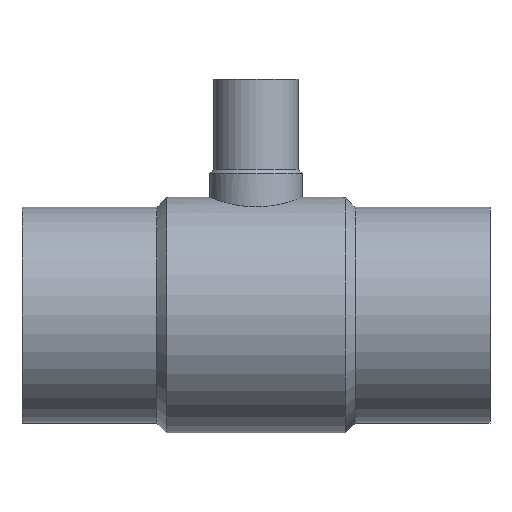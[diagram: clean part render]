
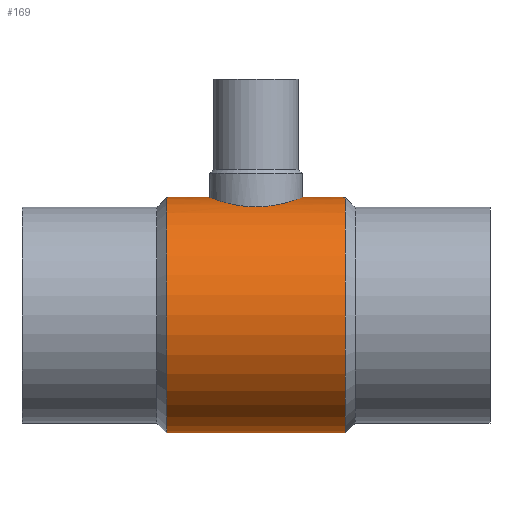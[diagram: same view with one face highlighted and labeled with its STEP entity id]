
A CAD part, top view. The second image highlights one B-rep face of the part: STEP entity #169.
In plain terms, the highlighted cylindrical face has radius 87.3 mm (diameter 174.6 mm), a partial arc.
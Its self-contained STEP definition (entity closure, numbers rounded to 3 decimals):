
#131 = EDGE_CURVE( '', #189, #305, #357, .T. );
#141 = EDGE_CURVE( '', #303, #305, #367, .T. );
#169 = ADVANCED_FACE( '', ( #397 ), #398, .T. );
#175 = VERTEX_POINT( '', #404 );
#183 = VERTEX_POINT( '', #412 );
#189 = VERTEX_POINT( '', #418 );
#213 = VERTEX_POINT( '', #447 );
#219 = EDGE_CURVE( '', #303, #213, #454, .T. );
#235 = EDGE_CURVE( '', #183, #175, #471, .T. );
#237 = EDGE_CURVE( '', #175, #189, #473, .T. );
#295 = EDGE_CURVE( '', #213, #183, #543, .T. );
#303 = VERTEX_POINT( '', #551 );
#305 = VERTEX_POINT( '', #553 );
#357 = LINE( '', #601, #602 );
#367 = CIRCLE( '', #617, 87.3 );
#397 = FACE_OUTER_BOUND( '', #691, .T. );
#398 = CYLINDRICAL_SURFACE( '', #692, 87.3 );
#404 = CARTESIAN_POINT( '', ( -139.1, 87.3, 0. ) );
#412 = CARTESIAN_POINT( '', ( -107.3, 87.3, 0. ) );
#418 = CARTESIAN_POINT( '', ( -207.9, 87.3, 0. ) );
#447 = CARTESIAN_POINT( '', ( -107.3, -87.3, 0. ) );
#454 = LINE( '', #856, #857 );
#471 = LINE( '', #878, #879 );
#473 = B_SPLINE_CURVE_WITH_KNOTS( '', 3, ( #882, #883, #884, #885, #886, #887, #888, #889, #890, #891, #892, #893, #894, #895, #896, #897, #898, #899, #900, #901, #902, #903, #904, #905, #906, #907, #908, #909, #910, #911, #912, #913, #914, #915, #916, #917, #918, #919, #920, #921, #922, #923, #924, #925, #926, #927, #928, #929, #930, #931, #932, #933, #934, #935, #936, #937, #938, #939, #940, #941, #942, #943, #944, #945, #946, #947 ), .UNSPECIFIED., .F., .F., ( 4, 2, 2, 2, 2, 2, 2, 2, 2, 2, 2, 2, 2, 2, 2, 2, 2, 2, 2, 2, 2, 2, 2, 2, 2, 2, 2, 2, 2, 2, 2, 2, 4 ), ( 52.455, 55.732, 59.009, 62.286, 65.563, 68.84, 72.116, 75.393, 78.67, 81.95, 85.23, 88.51, 91.79, 95.07, 98.35, 101.63, 104.91, 108.19, 111.47, 114.75, 118.03, 121.31, 124.59, 127.87, 131.15, 134.427, 137.704, 140.981, 144.258, 147.535, 150.812, 154.088, 157.365 ), .UNSPECIFIED. );
#543 = CIRCLE( '', #1070, 87.3 );
#551 = CARTESIAN_POINT( '', ( -239.7, -87.3, 0. ) );
#553 = CARTESIAN_POINT( '', ( -239.7, 87.3, 0. ) );
#601 = CARTESIAN_POINT( '', ( -173.5, 87.3, 0. ) );
#602 = VECTOR( '', #1168, 1. );
#617 = AXIS2_PLACEMENT_3D( '', #1176, #1177, #1178 );
#691 = EDGE_LOOP( '', ( #1211, #1212, #1213, #1214, #1215, #1216 ) );
#692 = AXIS2_PLACEMENT_3D( '', #1217, #1218, #1219 );
#856 = CARTESIAN_POINT( '', ( -173.5, -87.3, 0. ) );
#857 = VECTOR( '', #1274, 1. );
#878 = CARTESIAN_POINT( '', ( -173.5, 87.3, 0. ) );
#879 = VECTOR( '', #1291, 1. );
#882 = CARTESIAN_POINT( '', ( -139.1, 87.3, 0. ) );
#883 = CARTESIAN_POINT( '', ( -139.1, 87.3, 1.092 ) );
#884 = CARTESIAN_POINT( '', ( -139.152, 87.279, 2.201 ) );
#885 = CARTESIAN_POINT( '', ( -139.368, 87.195, 4.432 ) );
#886 = CARTESIAN_POINT( '', ( -139.532, 87.13, 5.553 ) );
#887 = CARTESIAN_POINT( '', ( -139.973, 86.959, 7.785 ) );
#888 = CARTESIAN_POINT( '', ( -140.251, 86.853, 8.896 ) );
#889 = CARTESIAN_POINT( '', ( -140.916, 86.6, 11.09 ) );
#890 = CARTESIAN_POINT( '', ( -141.305, 86.454, 12.172 ) );
#891 = CARTESIAN_POINT( '', ( -142.186, 86.13, 14.287 ) );
#892 = CARTESIAN_POINT( '', ( -142.68, 85.951, 15.322 ) );
#893 = CARTESIAN_POINT( '', ( -143.762, 85.569, 17.329 ) );
#894 = CARTESIAN_POINT( '', ( -144.35, 85.366, 18.301 ) );
#895 = CARTESIAN_POINT( '', ( -145.609, 84.944, 20.167 ) );
#896 = CARTESIAN_POINT( '', ( -146.279, 84.726, 21.062 ) );
#897 = CARTESIAN_POINT( '', ( -147.684, 84.285, 22.762 ) );
#898 = CARTESIAN_POINT( '', ( -148.419, 84.062, 23.568 ) );
#899 = CARTESIAN_POINT( '', ( -149.933, 83.623, 25.082 ) );
#900 = CARTESIAN_POINT( '', ( -150.739, 83.399, 25.817 ) );
#901 = CARTESIAN_POINT( '', ( -152.44, 82.95, 27.222 ) );
#902 = CARTESIAN_POINT( '', ( -153.335, 82.727, 27.892 ) );
#903 = CARTESIAN_POINT( '', ( -155.201, 82.292, 29.151 ) );
#904 = CARTESIAN_POINT( '', ( -156.173, 82.08, 29.739 ) );
#905 = CARTESIAN_POINT( '', ( -158.178, 81.681, 30.821 ) );
#906 = CARTESIAN_POINT( '', ( -159.213, 81.492, 31.314 ) );
#907 = CARTESIAN_POINT( '', ( -161.327, 81.148, 32.195 ) );
#908 = CARTESIAN_POINT( '', ( -162.409, 80.992, 32.583 ) );
#909 = CARTESIAN_POINT( '', ( -164.601, 80.721, 33.249 ) );
#910 = CARTESIAN_POINT( '', ( -165.713, 80.606, 33.526 ) );
#911 = CARTESIAN_POINT( '', ( -167.945, 80.421, 33.968 ) );
#912 = CARTESIAN_POINT( '', ( -169.066, 80.351, 34.131 ) );
#913 = CARTESIAN_POINT( '', ( -171.297, 80.259, 34.348 ) );
#914 = CARTESIAN_POINT( '', ( -172.407, 80.237, 34.4 ) );
#915 = CARTESIAN_POINT( '', ( -174.593, 80.237, 34.4 ) );
#916 = CARTESIAN_POINT( '', ( -175.703, 80.259, 34.348 ) );
#917 = CARTESIAN_POINT( '', ( -177.934, 80.351, 34.131 ) );
#918 = CARTESIAN_POINT( '', ( -179.055, 80.421, 33.968 ) );
#919 = CARTESIAN_POINT( '', ( -181.287, 80.606, 33.526 ) );
#920 = CARTESIAN_POINT( '', ( -182.399, 80.721, 33.249 ) );
#921 = CARTESIAN_POINT( '', ( -184.591, 80.992, 32.583 ) );
#922 = CARTESIAN_POINT( '', ( -185.673, 81.148, 32.195 ) );
#923 = CARTESIAN_POINT( '', ( -187.787, 81.492, 31.314 ) );
#924 = CARTESIAN_POINT( '', ( -188.822, 81.681, 30.821 ) );
#925 = CARTESIAN_POINT( '', ( -190.827, 82.08, 29.739 ) );
#926 = CARTESIAN_POINT( '', ( -191.799, 82.292, 29.151 ) );
#927 = CARTESIAN_POINT( '', ( -193.665, 82.727, 27.892 ) );
#928 = CARTESIAN_POINT( '', ( -194.56, 82.95, 27.222 ) );
#929 = CARTESIAN_POINT( '', ( -196.261, 83.399, 25.817 ) );
#930 = CARTESIAN_POINT( '', ( -197.067, 83.623, 25.082 ) );
#931 = CARTESIAN_POINT( '', ( -198.581, 84.062, 23.568 ) );
#932 = CARTESIAN_POINT( '', ( -199.316, 84.285, 22.762 ) );
#933 = CARTESIAN_POINT( '', ( -200.721, 84.726, 21.062 ) );
#934 = CARTESIAN_POINT( '', ( -201.391, 84.944, 20.167 ) );
#935 = CARTESIAN_POINT( '', ( -202.65, 85.366, 18.301 ) );
#936 = CARTESIAN_POINT( '', ( -203.238, 85.569, 17.329 ) );
#937 = CARTESIAN_POINT( '', ( -204.32, 85.951, 15.322 ) );
#938 = CARTESIAN_POINT( '', ( -204.814, 86.13, 14.287 ) );
#939 = CARTESIAN_POINT( '', ( -205.695, 86.454, 12.172 ) );
#940 = CARTESIAN_POINT( '', ( -206.084, 86.6, 11.09 ) );
#941 = CARTESIAN_POINT( '', ( -206.749, 86.853, 8.896 ) );
#942 = CARTESIAN_POINT( '', ( -207.027, 86.959, 7.785 ) );
#943 = CARTESIAN_POINT( '', ( -207.468, 87.13, 5.553 ) );
#944 = CARTESIAN_POINT( '', ( -207.632, 87.195, 4.432 ) );
#945 = CARTESIAN_POINT( '', ( -207.848, 87.279, 2.201 ) );
#946 = CARTESIAN_POINT( '', ( -207.9, 87.3, 1.092 ) );
#947 = CARTESIAN_POINT( '', ( -207.9, 87.3, 0. ) );
#1070 = AXIS2_PLACEMENT_3D( '', #1400, #1401, #1402 );
#1168 = DIRECTION( '', ( -1., 0., 0. ) );
#1176 = CARTESIAN_POINT( '', ( -239.7, 0., 0. ) );
#1177 = DIRECTION( '', ( -1., 0., 0. ) );
#1178 = DIRECTION( '', ( 0., 1., 0. ) );
#1211 = ORIENTED_EDGE( '', *, *, #235, .T. );
#1212 = ORIENTED_EDGE( '', *, *, #237, .T. );
#1213 = ORIENTED_EDGE( '', *, *, #131, .T. );
#1214 = ORIENTED_EDGE( '', *, *, #141, .F. );
#1215 = ORIENTED_EDGE( '', *, *, #219, .T. );
#1216 = ORIENTED_EDGE( '', *, *, #295, .T. );
#1217 = CARTESIAN_POINT( '', ( -173.5, 0., 0. ) );
#1218 = DIRECTION( '', ( 1., 0., 0. ) );
#1219 = DIRECTION( '', ( 0., 1., 0. ) );
#1274 = DIRECTION( '', ( 1., 0., 0. ) );
#1291 = DIRECTION( '', ( -1., 0., 0. ) );
#1400 = CARTESIAN_POINT( '', ( -107.3, 0., 0. ) );
#1401 = DIRECTION( '', ( -1., 0., 0. ) );
#1402 = DIRECTION( '', ( 0., 1., 0. ) );
